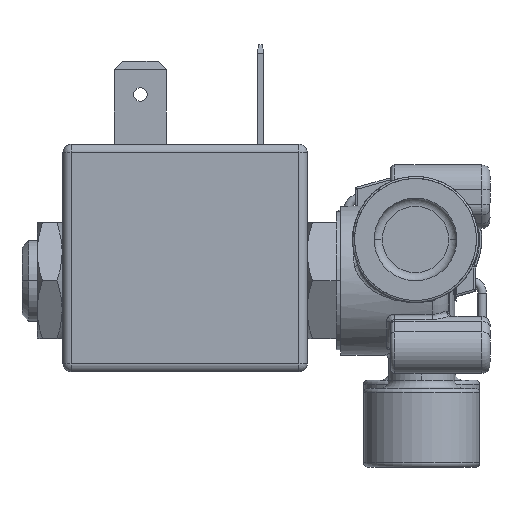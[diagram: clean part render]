
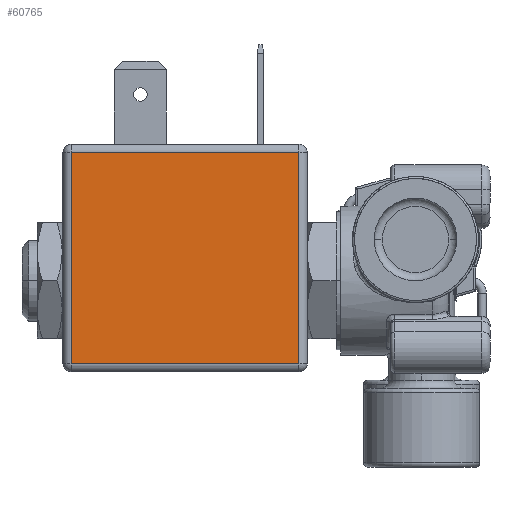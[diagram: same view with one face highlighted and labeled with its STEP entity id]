
A CAD part, left-side view. The second image highlights one B-rep face of the part: STEP entity #60765.
In plain terms, the highlighted face is planar.
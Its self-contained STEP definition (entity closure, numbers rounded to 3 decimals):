
#59491=DIRECTION('',(0.,0.,-1.));
#59492=VECTOR('',#59491,27.5);
#59493=CARTESIAN_POINT('',(15.5,-11.,26.));
#59494=LINE('',#59493,#59492);
#59495=DIRECTION('',(-1.,0.,0.));
#59496=VECTOR('',#59495,25.5);
#59497=CARTESIAN_POINT('',(15.5,-11.,-1.5));
#59498=LINE('',#59497,#59496);
#59499=DIRECTION('',(1.,0.,0.));
#59500=VECTOR('',#59499,25.5);
#59501=CARTESIAN_POINT('',(-10.,-11.,26.));
#59502=LINE('',#59501,#59500);
#59597=DIRECTION('',(0.,0.,-1.));
#59598=VECTOR('',#59597,27.5);
#59599=CARTESIAN_POINT('',(-10.,-11.,26.));
#59600=LINE('',#59599,#59598);
#60199=CARTESIAN_POINT('',(15.5,-11.,-1.5));
#60200=VERTEX_POINT('',#60199);
#60201=CARTESIAN_POINT('',(-10.,-11.,-1.5));
#60202=VERTEX_POINT('',#60201);
#60227=CARTESIAN_POINT('',(15.5,-11.,26.));
#60228=VERTEX_POINT('',#60227);
#60229=CARTESIAN_POINT('',(-10.,-11.,26.));
#60230=VERTEX_POINT('',#60229);
#60752=CARTESIAN_POINT('',(2.75,-11.,12.25));
#60753=DIRECTION('',(0.,1.,0.));
#60754=DIRECTION('',(-1.,0.,0.));
#60755=AXIS2_PLACEMENT_3D('',#60752,#60753,#60754);
#60756=PLANE('',#60755);
#60757=ORIENTED_EDGE('',*,*,#60736,.T.);
#60759=ORIENTED_EDGE('',*,*,#60758,.T.);
#60761=ORIENTED_EDGE('',*,*,#60760,.F.);
#60762=ORIENTED_EDGE('',*,*,#60697,.T.);
#60763=EDGE_LOOP('',(#60757,#60759,#60761,#60762));
#60764=FACE_OUTER_BOUND('',#60763,.F.);
#60697=EDGE_CURVE('',#60230,#60228,#59502,.T.);
#60736=EDGE_CURVE('',#60228,#60200,#59494,.T.);
#60758=EDGE_CURVE('',#60200,#60202,#59498,.T.);
#60760=EDGE_CURVE('',#60230,#60202,#59600,.T.);
#60765=ADVANCED_FACE('',(#60764),#60756,.F.);
